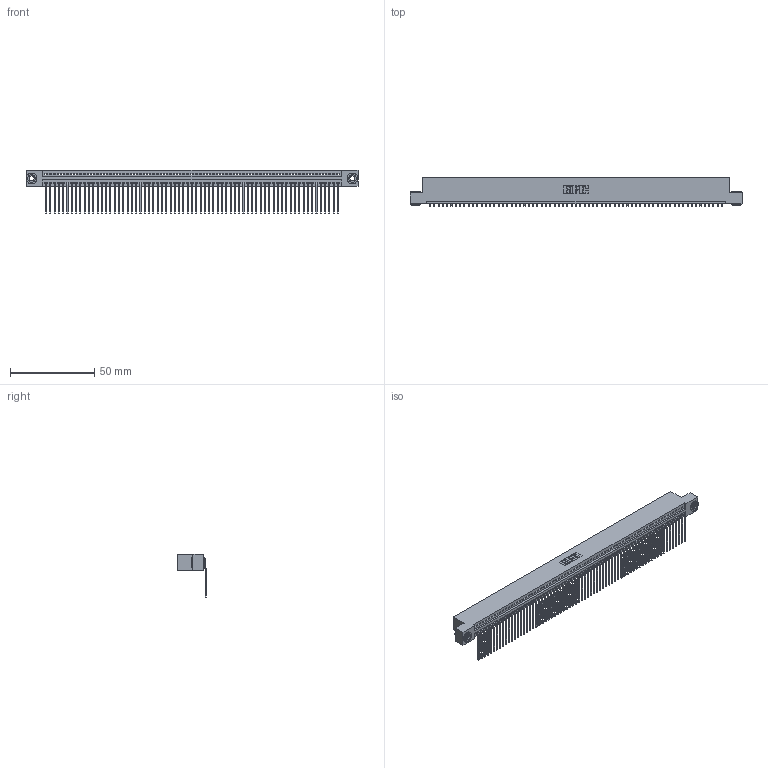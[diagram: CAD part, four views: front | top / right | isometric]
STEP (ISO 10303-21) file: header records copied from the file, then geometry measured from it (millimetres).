
FILE_DESCRIPTION (( 'STEP AP203' ), '1' );
FILE_NAME ('345-069-559-103.STEP', '2019-10-12T13:24:55', ( '' ), ( '' ), 'SwSTEP 2.0', 'SolidWorks 2016', '' );
FILE_SCHEMA (( 'CONFIG_CONTROL_DESIGN' ));
Length unit declared in the file: inch
Products named in the file (4): 345-250-002_345-250-002-102; 345 Part_Flush Mounting Lugs - 0.156 Dia-TH; 345-292-001_558 559 Tail - 1; 345-069-559-103
Assembly tree (72 placements, depth 2):
  345-069-559-103
    345 Part_Flush Mounting Lugs - 0.156 Dia-TH
    345-292-001_558 559 Tail - 1  x69
    345-250-002_345-250-002-102  x2
Bounding box: 196.47 x 16.75 x 25.53 mm (x, y, z)
Volume: 19131.3 mm3; surface area: 27356.1 mm2
Topology: 72 solids, 72 shells, 4304 faces, 12975 edges, 8554 vertices
Faces by surface type: plane 2988, cylinder 1308, cone 8
Entity records: 49030 total; most frequent: CARTESIAN_POINT 8470, ORIENTED_EDGE 8466, DIRECTION 7389, EDGE_CURVE 4233, VECTOR 3801, LINE 3801, VERTEX_POINT 2818, AXIS2_PLACEMENT_3D 1794
